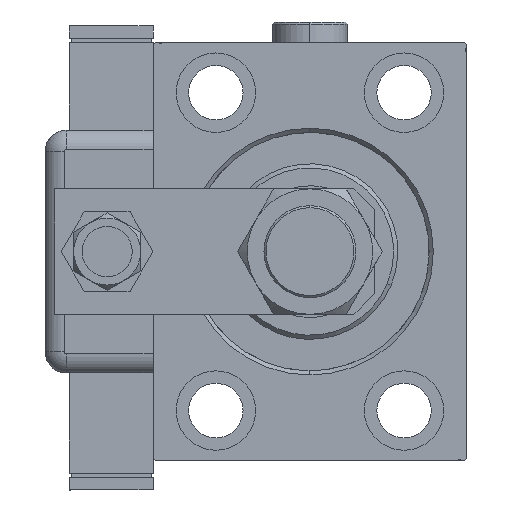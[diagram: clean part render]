
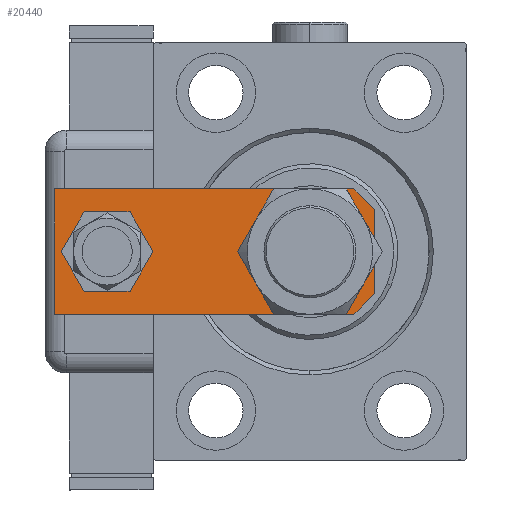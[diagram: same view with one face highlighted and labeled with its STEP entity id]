
A CAD part, left-side view. The second image highlights one B-rep face of the part: STEP entity #20440.
In plain terms, the highlighted face is planar.
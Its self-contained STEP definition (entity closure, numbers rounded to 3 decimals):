
#905 = ORIENTED_EDGE ( 'NONE', *, *, #61951, .F. ) ;
#1545 = AXIS2_PLACEMENT_3D ( 'NONE', #60595, #51363, #23109 ) ;
#1858 = CARTESIAN_POINT ( 'NONE',  ( 10., 15.5, 0. ) ) ;
#2505 = DIRECTION ( 'NONE',  ( -1., 0., 0. ) ) ;
#3809 = EDGE_CURVE ( 'NONE', #36533, #62417, #33327, .T. ) ;
#3836 = ORIENTED_EDGE ( 'NONE', *, *, #34019, .T. ) ;
#4138 = VECTOR ( 'NONE', #47341, 1000. ) ;
#5660 = VERTEX_POINT ( 'NONE', #9765 ) ;
#5972 = AXIS2_PLACEMENT_3D ( 'NONE', #57626, #57949, #33815 ) ;
#6328 = ORIENTED_EDGE ( 'NONE', *, *, #20520, .F. ) ;
#8930 = CARTESIAN_POINT ( 'NONE',  ( 15., 5., 0. ) ) ;
#9765 = CARTESIAN_POINT ( 'NONE',  ( 15., 76.5, 0. ) ) ;
#10088 = CIRCLE ( 'NONE', #45579, 7. ) ;
#10172 = CARTESIAN_POINT ( 'NONE',  ( -10., 0., 0. ) ) ;
#11579 = CARTESIAN_POINT ( 'NONE',  ( 15., 5., 0. ) ) ;
#12743 = AXIS2_PLACEMENT_3D ( 'NONE', #55191, #31076, #56428 ) ;
#12788 = EDGE_CURVE ( 'NONE', #51875, #15451, #27997, .T. ) ;
#12940 = FACE_BOUND ( 'NONE', #42497, .T. ) ;
#13377 = CARTESIAN_POINT ( 'NONE',  ( -15., 76.5, 0. ) ) ;
#15451 = VERTEX_POINT ( 'NONE', #18803 ) ;
#16031 = EDGE_CURVE ( 'NONE', #49370, #19164, #19799, .T. ) ;
#16207 = ORIENTED_EDGE ( 'NONE', *, *, #22521, .T. ) ;
#18027 = LINE ( 'NONE', #45995, #23833 ) ;
#18803 = CARTESIAN_POINT ( 'NONE',  ( 10., 0., 0. ) ) ;
#19164 = VERTEX_POINT ( 'NONE', #54966 ) ;
#19436 = VERTEX_POINT ( 'NONE', #38090 ) ;
#19799 = LINE ( 'NONE', #59476, #61182 ) ;
#20440 = ADVANCED_FACE ( 'NONE', ( #41227, #12940, #27574 ), #32643, .F. ) ;
#20520 = EDGE_CURVE ( 'NONE', #5660, #59408, #18027, .T. ) ;
#21369 = CARTESIAN_POINT ( 'NONE',  ( -15., 0., 0. ) ) ;
#21656 = ORIENTED_EDGE ( 'NONE', *, *, #12788, .T. ) ;
#22296 = ORIENTED_EDGE ( 'NONE', *, *, #36969, .F. ) ;
#22521 = EDGE_CURVE ( 'NONE', #19436, #35986, #33926, .T. ) ;
#23109 = DIRECTION ( 'NONE',  ( 1., 0., 0. ) ) ;
#23833 = VECTOR ( 'NONE', #2505, 1000. ) ;
#24276 = DIRECTION ( 'NONE',  ( 1., 0., 0. ) ) ;
#24935 = EDGE_CURVE ( 'NONE', #62417, #36533, #36062, .T. ) ;
#25503 = VECTOR ( 'NONE', #60102, 1000. ) ;
#27574 = FACE_BOUND ( 'NONE', #32021, .T. ) ;
#27726 = VECTOR ( 'NONE', #51795, 1000. ) ;
#27983 = EDGE_LOOP ( 'NONE', ( #57413, #37848, #905, #6328, #22296, #21656 ) ) ;
#27997 = LINE ( 'NONE', #8930, #4138 ) ;
#28920 = CARTESIAN_POINT ( 'NONE',  ( 0., 64., 0. ) ) ;
#30588 = DIRECTION ( 'NONE',  ( -0.707, 0.707, 0. ) ) ;
#31076 = DIRECTION ( 'NONE',  ( 0., 0., 1. ) ) ;
#31533 = DIRECTION ( 'NONE',  ( 0., 1., 0. ) ) ;
#32021 = EDGE_LOOP ( 'NONE', ( #60874, #58691 ) ) ;
#32643 = PLANE ( 'NONE',  #1545 ) ;
#33146 = CARTESIAN_POINT ( 'NONE',  ( -10., 15.5, 0. ) ) ;
#33327 = CIRCLE ( 'NONE', #5972, 10. ) ;
#33815 = DIRECTION ( 'NONE',  ( 1., 0., 0. ) ) ;
#33926 = CIRCLE ( 'NONE', #12743, 7. ) ;
#34019 = EDGE_CURVE ( 'NONE', #35986, #19436, #10088, .T. ) ;
#35986 = VERTEX_POINT ( 'NONE', #46644 ) ;
#36062 = CIRCLE ( 'NONE', #62387, 10. ) ;
#36267 = LINE ( 'NONE', #21369, #25503 ) ;
#36533 = VERTEX_POINT ( 'NONE', #33146 ) ;
#36969 = EDGE_CURVE ( 'NONE', #51875, #5660, #55642, .T. ) ;
#37848 = ORIENTED_EDGE ( 'NONE', *, *, #16031, .T. ) ;
#38090 = CARTESIAN_POINT ( 'NONE',  ( -7., 64., 0. ) ) ;
#39177 = DIRECTION ( 'NONE',  ( 0., 0., 1. ) ) ;
#40437 = CARTESIAN_POINT ( 'NONE',  ( 15., 0., 0. ) ) ;
#41227 = FACE_OUTER_BOUND ( 'NONE', #27983, .T. ) ;
#42262 = EDGE_CURVE ( 'NONE', #49370, #15451, #36267, .T. ) ;
#42497 = EDGE_LOOP ( 'NONE', ( #16207, #3836 ) ) ;
#43511 = DIRECTION ( 'NONE',  ( 1., 0., 0. ) ) ;
#45579 = AXIS2_PLACEMENT_3D ( 'NONE', #28920, #52706, #43511 ) ;
#45995 = CARTESIAN_POINT ( 'NONE',  ( 15., 76.5, 0. ) ) ;
#46644 = CARTESIAN_POINT ( 'NONE',  ( 7., 64., 0. ) ) ;
#47341 = DIRECTION ( 'NONE',  ( -0.707, -0.707, 0. ) ) ;
#49370 = VERTEX_POINT ( 'NONE', #10172 ) ;
#51363 = DIRECTION ( 'NONE',  ( 0., 0., 1. ) ) ;
#51795 = DIRECTION ( 'NONE',  ( 0., -1., 0. ) ) ;
#51875 = VERTEX_POINT ( 'NONE', #11579 ) ;
#52706 = DIRECTION ( 'NONE',  ( 0., 0., 1. ) ) ;
#53775 = CARTESIAN_POINT ( 'NONE',  ( 0., 15.5, 0. ) ) ;
#54966 = CARTESIAN_POINT ( 'NONE',  ( -15., 5., 0. ) ) ;
#55191 = CARTESIAN_POINT ( 'NONE',  ( 0., 64., 0. ) ) ;
#55642 = LINE ( 'NONE', #40437, #57665 ) ;
#56428 = DIRECTION ( 'NONE',  ( 1., 0., 0. ) ) ;
#57413 = ORIENTED_EDGE ( 'NONE', *, *, #42262, .F. ) ;
#57626 = CARTESIAN_POINT ( 'NONE',  ( 0., 15.5, 0. ) ) ;
#57665 = VECTOR ( 'NONE', #31533, 1000. ) ;
#57949 = DIRECTION ( 'NONE',  ( 0., 0., 1. ) ) ;
#58691 = ORIENTED_EDGE ( 'NONE', *, *, #24935, .T. ) ;
#59313 = CARTESIAN_POINT ( 'NONE',  ( -15., 76.5, 0. ) ) ;
#59408 = VERTEX_POINT ( 'NONE', #59313 ) ;
#59476 = CARTESIAN_POINT ( 'NONE',  ( -10., 0., 0. ) ) ;
#60102 = DIRECTION ( 'NONE',  ( 1., 0., 0. ) ) ;
#60595 = CARTESIAN_POINT ( 'NONE',  ( 0., 0., 0. ) ) ;
#60874 = ORIENTED_EDGE ( 'NONE', *, *, #3809, .T. ) ;
#61182 = VECTOR ( 'NONE', #30588, 1000. ) ;
#61951 = EDGE_CURVE ( 'NONE', #59408, #19164, #62275, .T. ) ;
#62275 = LINE ( 'NONE', #13377, #27726 ) ;
#62387 = AXIS2_PLACEMENT_3D ( 'NONE', #53775, #39177, #24276 ) ;
#62417 = VERTEX_POINT ( 'NONE', #1858 ) ;
